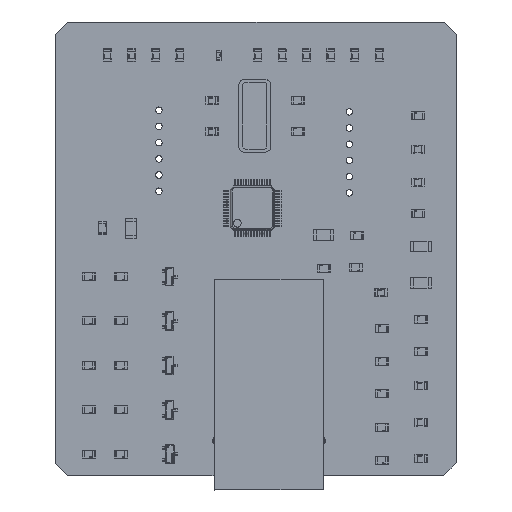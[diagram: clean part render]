
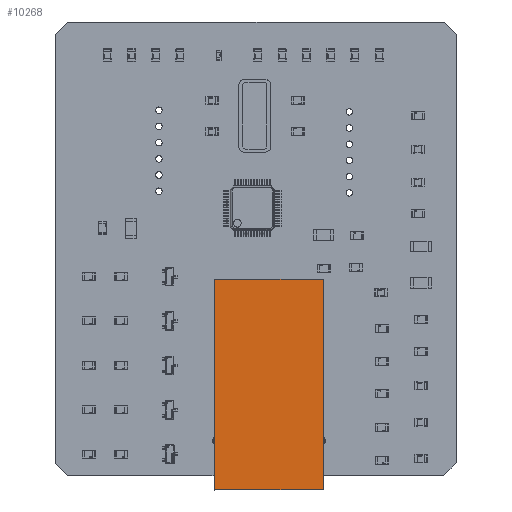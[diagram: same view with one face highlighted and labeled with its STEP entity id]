
A CAD part, top view. The second image highlights one B-rep face of the part: STEP entity #10268.
In plain terms, the highlighted planar face has unit normal (0, 0, 1).
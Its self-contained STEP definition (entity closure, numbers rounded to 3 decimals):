
#10139 = VERTEX_POINT('',#10140);
#10140 = CARTESIAN_POINT('',(-13.575,6.88,13.87));
#10146 = EDGE_CURVE('',#10139,#10147,#10149,.T.);
#10147 = VERTEX_POINT('',#10148);
#10148 = CARTESIAN_POINT('',(3.425,6.88,13.87));
#10149 = LINE('',#10150,#10151);
#10150 = CARTESIAN_POINT('',(-13.575,6.88,13.87));
#10151 = VECTOR('',#10152,1.);
#10152 = DIRECTION('',(1.,0.,0.));
#10177 = EDGE_CURVE('',#10147,#10178,#10180,.T.);
#10178 = VERTEX_POINT('',#10179);
#10179 = CARTESIAN_POINT('',(3.425,-26.14,13.87));
#10180 = LINE('',#10181,#10182);
#10181 = CARTESIAN_POINT('',(3.425,6.88,13.87));
#10182 = VECTOR('',#10183,1.);
#10183 = DIRECTION('',(0.,-1.,0.));
#10208 = EDGE_CURVE('',#10178,#10209,#10211,.T.);
#10209 = VERTEX_POINT('',#10210);
#10210 = CARTESIAN_POINT('',(-13.575,-26.14,13.87));
#10211 = LINE('',#10212,#10213);
#10212 = CARTESIAN_POINT('',(3.425,-26.14,13.87));
#10213 = VECTOR('',#10214,1.);
#10214 = DIRECTION('',(-1.,0.,0.));
#10239 = EDGE_CURVE('',#10209,#10139,#10240,.T.);
#10240 = LINE('',#10241,#10242);
#10241 = CARTESIAN_POINT('',(-13.575,-26.14,13.87));
#10242 = VECTOR('',#10243,1.);
#10243 = DIRECTION('',(0.,1.,0.));
#10268 = ADVANCED_FACE('',(#10269),#10275,.F.);
#10269 = FACE_BOUND('',#10270,.F.);
#10270 = EDGE_LOOP('',(#10271,#10272,#10273,#10274));
#10271 = ORIENTED_EDGE('',*,*,#10146,.T.);
#10272 = ORIENTED_EDGE('',*,*,#10177,.T.);
#10273 = ORIENTED_EDGE('',*,*,#10208,.T.);
#10274 = ORIENTED_EDGE('',*,*,#10239,.T.);
#10275 = PLANE('',#10276);
#10276 = AXIS2_PLACEMENT_3D('',#10277,#10278,#10279);
#10277 = CARTESIAN_POINT('',(-5.075,-9.63,13.87));
#10278 = DIRECTION('',(0.,0.,-1.));
#10279 = DIRECTION('',(0.,-1.,0.));
